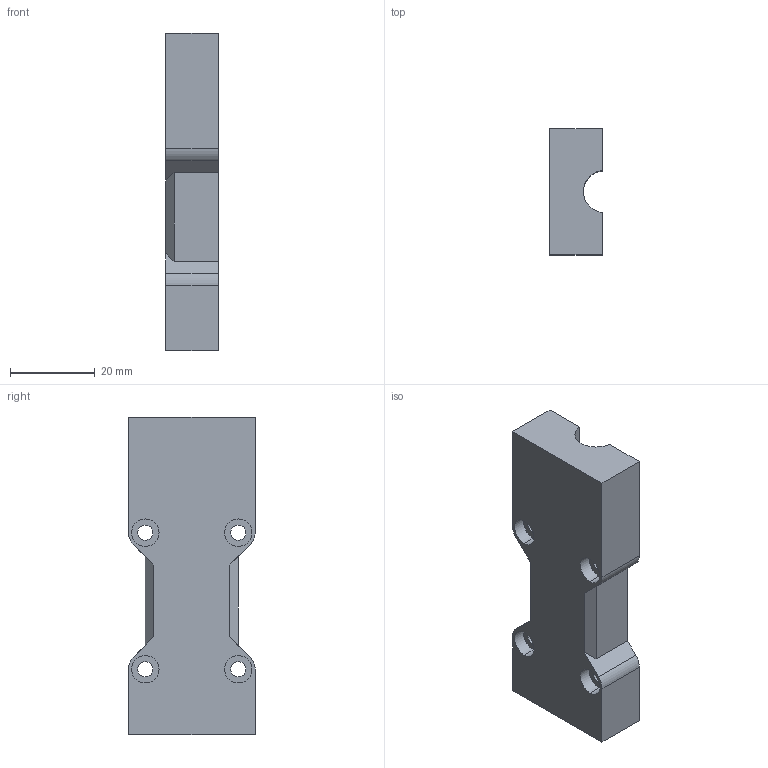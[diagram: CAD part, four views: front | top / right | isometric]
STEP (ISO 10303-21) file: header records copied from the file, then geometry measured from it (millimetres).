
FILE_DESCRIPTION (( 'STEP AP203' ), '1' );
FILE_NAME ('2Z bearing holder right cover.STEP', '2018-01-07T21:31:37', ( '' ), ( '' ), 'SwSTEP 2.0', 'SolidWorks 2017', '' );
FILE_SCHEMA (( 'CONFIG_CONTROL_DESIGN' ));
Length unit declared in the file: millimetre
Products named in the file (1): 2Z bearing holder right cover
Bounding box: 12.5 x 29.89 x 75 mm (x, y, z)
Volume: 19786.1 mm3; surface area: 7826.7 mm2
Topology: 1 solids, 1 shells, 46 faces, 120 edges, 80 vertices
Faces by surface type: cylinder 23, plane 22, cone 1
Entity records: 1525 total; most frequent: DIRECTION 258, CARTESIAN_POINT 253, ORIENTED_EDGE 240, EDGE_CURVE 120, AXIS2_PLACEMENT_3D 93, VERTEX_POINT 80, LINE 72, VECTOR 72
